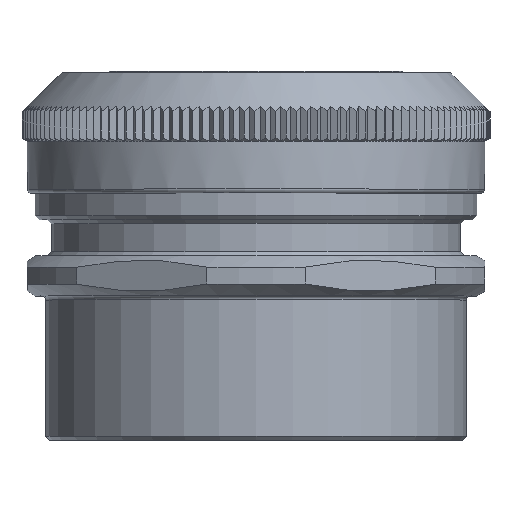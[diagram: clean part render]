
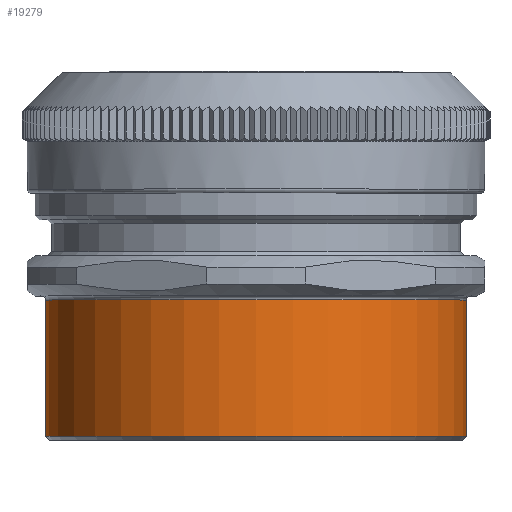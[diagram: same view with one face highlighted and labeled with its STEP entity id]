
A CAD part, top view. The second image highlights one B-rep face of the part: STEP entity #19279.
In plain terms, the highlighted cylindrical face has radius 26.2 mm (diameter 52.4 mm), a full revolution.
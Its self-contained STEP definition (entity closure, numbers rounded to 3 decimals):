
#2832=FACE_OUTER_BOUND('',#3898,.T.);
#3898=EDGE_LOOP('',(#15513,#15514,#15515,#15516,#15517,#15518));
#4683=CIRCLE('',#20692,26.2);
#4684=CIRCLE('',#20693,26.2);
#4686=CIRCLE('',#20696,26.2);
#4687=CIRCLE('',#20697,26.2);
#5759=LINE('',#30970,#6940);
#6940=VECTOR('',#24102,26.2);
#8446=VERTEX_POINT('',#30958);
#8447=VERTEX_POINT('',#30959);
#8449=VERTEX_POINT('',#30966);
#8450=VERTEX_POINT('',#30967);
#10856=EDGE_CURVE('',#8446,#8447,#4683,.T.);
#10857=EDGE_CURVE('',#8447,#8446,#4684,.T.);
#10860=EDGE_CURVE('',#8449,#8450,#4686,.T.);
#10861=EDGE_CURVE('',#8450,#8449,#4687,.T.);
#10862=EDGE_CURVE('',#8450,#8447,#5759,.T.);
#15513=ORIENTED_EDGE('',*,*,#10860,.F.);
#15514=ORIENTED_EDGE('',*,*,#10861,.F.);
#15515=ORIENTED_EDGE('',*,*,#10862,.T.);
#15516=ORIENTED_EDGE('',*,*,#10856,.F.);
#15517=ORIENTED_EDGE('',*,*,#10857,.F.);
#15518=ORIENTED_EDGE('',*,*,#10862,.F.);
#17595=CYLINDRICAL_SURFACE('',#20695,26.2);
#19279=ADVANCED_FACE('',(#2832),#17595,.T.);
#20692=AXIS2_PLACEMENT_3D('',#30960,#24089,#24090);
#20693=AXIS2_PLACEMENT_3D('',#30961,#24091,#24092);
#20695=AXIS2_PLACEMENT_3D('',#30965,#24096,#24097);
#20696=AXIS2_PLACEMENT_3D('',#30968,#24098,#24099);
#20697=AXIS2_PLACEMENT_3D('',#30969,#24100,#24101);
#24089=DIRECTION('center_axis',(0.,-1.,0.));
#24090=DIRECTION('ref_axis',(1.,0.,0.));
#24091=DIRECTION('center_axis',(0.,-1.,0.));
#24092=DIRECTION('ref_axis',(1.,0.,0.));
#24096=DIRECTION('center_axis',(0.,1.,0.));
#24097=DIRECTION('ref_axis',(-1.,0.,0.));
#24098=DIRECTION('center_axis',(0.,1.,0.));
#24099=DIRECTION('ref_axis',(-1.,0.,0.));
#24100=DIRECTION('center_axis',(0.,1.,0.));
#24101=DIRECTION('ref_axis',(-1.,0.,0.));
#24102=DIRECTION('',(0.,-1.,0.));
#30958=CARTESIAN_POINT('',(228.622,-50.115,170.999));
#30959=CARTESIAN_POINT('',(281.022,-50.115,170.999));
#30960=CARTESIAN_POINT('Origin',(254.822,-50.115,170.999));
#30961=CARTESIAN_POINT('Origin',(254.822,-50.115,170.999));
#30965=CARTESIAN_POINT('Origin',(254.822,-41.865,170.999));
#30966=CARTESIAN_POINT('',(254.822,-33.115,144.799));
#30967=CARTESIAN_POINT('',(281.022,-33.115,170.999));
#30968=CARTESIAN_POINT('Origin',(254.822,-33.115,170.999));
#30969=CARTESIAN_POINT('Origin',(254.822,-33.115,170.999));
#30970=CARTESIAN_POINT('',(281.022,-41.865,170.999));
